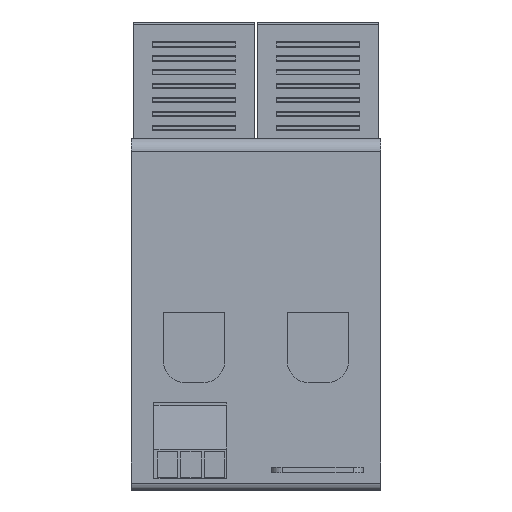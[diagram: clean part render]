
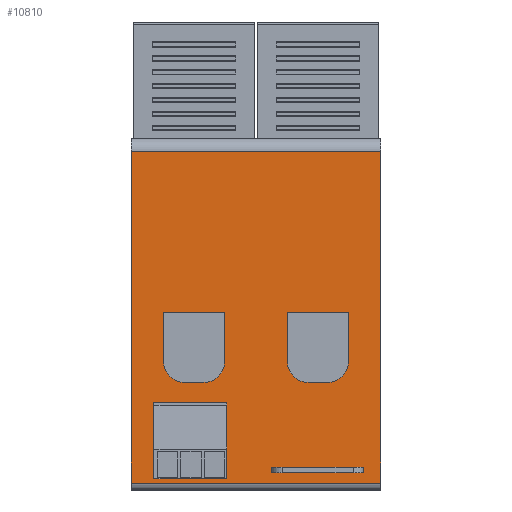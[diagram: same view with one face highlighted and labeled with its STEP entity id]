
A CAD part, left-side view. The second image highlights one B-rep face of the part: STEP entity #10810.
In plain terms, the highlighted planar face has unit normal (-1, 0, 0).
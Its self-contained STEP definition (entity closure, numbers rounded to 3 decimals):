
#1940=CARTESIAN_POINT('',(-57.99,13.3,
43.696));
#1950=VERTEX_POINT('',#1940);
#1980=CARTESIAN_POINT('',(-57.99,13.3,0.));
#1990=DIRECTION('',(0.,0.,1.));
#2000=VECTOR('',#1990,1.);
#2010=LINE('',#1980,#2000);
#2020=CARTESIAN_POINT('',(-57.99,13.3,
-4.104));
#2030=VERTEX_POINT('',#2020);
#2040=EDGE_CURVE('',#2030,#1950,#2010,.T.);
#2420=CARTESIAN_POINT('',(-57.99,-22.7,
43.696));
#2430=VERTEX_POINT('',#2420);
#4500=CARTESIAN_POINT('',(-57.99,-22.7,
-4.104));
#4510=VERTEX_POINT('',#4500);
#4540=CARTESIAN_POINT('',(-57.99,-22.7,0.));
#4550=DIRECTION('',(0.,0.,-1.));
#4560=VECTOR('',#4550,1.);
#4570=LINE('',#4540,#4560);
#4580=EDGE_CURVE('',#2430,#4510,#4570,.T.);
#4750=CARTESIAN_POINT('',(-57.99,31.3,
-4.104));
#4760=DIRECTION('',(0.,-1.,0.));
#4770=VECTOR('',#4760,1.);
#4780=LINE('',#4750,#4770);
#4790=EDGE_CURVE('',#2030,#4510,#4780,.T.);
#8930=CARTESIAN_POINT('',(-57.99,31.3,
43.696));
#8940=DIRECTION('',(1.,0.,0.));
#8950=DIRECTION('',(0.,0.,1.));
#8960=AXIS2_PLACEMENT_3D('',#8930,#8940,#8950);
#8970=PLANE('',#8960);
#8980=CARTESIAN_POINT('',(-57.99,71.075,
-3.504));
#8990=DIRECTION('',(0.,-1.,0.));
#9000=VECTOR('',#8990,1.);
#9010=LINE('',#8980,#9000);
#9020=CARTESIAN_POINT('',(-57.99,10.,
-3.504));
#9030=VERTEX_POINT('',#9020);
#9040=CARTESIAN_POINT('',(-57.99,-0.5,
-3.504));
#9050=VERTEX_POINT('',#9040);
#9060=EDGE_CURVE('',#9030,#9050,#9010,.T.);
#9070=ORIENTED_EDGE('',*,*,#9060,.F.);
#9080=CARTESIAN_POINT('',(-57.99,-0.5,0.));
#9090=DIRECTION('',(0.,0.,1.));
#9100=VECTOR('',#9090,1.);
#9110=LINE('',#9080,#9100);
#9120=CARTESIAN_POINT('',(-57.99,-0.5,
7.496));
#9130=VERTEX_POINT('',#9120);
#9140=EDGE_CURVE('',#9050,#9130,#9110,.T.);
#9150=ORIENTED_EDGE('',*,*,#9140,.F.);
#9160=CARTESIAN_POINT('',(-57.99,71.075,
7.496));
#9170=DIRECTION('',(0.,1.,0.));
#9180=VECTOR('',#9170,1.);
#9190=LINE('',#9160,#9180);
#9200=CARTESIAN_POINT('',(-57.99,10.,
7.496));
#9210=VERTEX_POINT('',#9200);
#9220=EDGE_CURVE('',#9130,#9210,#9190,.T.);
#9230=ORIENTED_EDGE('',*,*,#9220,.F.);
#9240=CARTESIAN_POINT('',(-57.99,10.,0.));
#9250=DIRECTION('',(0.,0.,1.));
#9260=VECTOR('',#9250,1.);
#9270=LINE('',#9240,#9260);
#9280=EDGE_CURVE('',#9030,#9210,#9270,.T.);
#9290=ORIENTED_EDGE('',*,*,#9280,.T.);
#9300=EDGE_LOOP('',(#9290,#9230,#9150,#9070));
#9310=FACE_BOUND('',#9300,.T.);
#9320=CARTESIAN_POINT('',(-57.99,-19.481,
-2.604));
#9330=DIRECTION('',(0.,0.,1.));
#9340=VECTOR('',#9330,1.);
#9350=LINE('',#9320,#9340);
#9360=CARTESIAN_POINT('',(-57.99,-19.481,
-2.604));
#9370=VERTEX_POINT('',#9360);
#9380=CARTESIAN_POINT('',(-57.99,-19.481,
-1.804));
#9390=VERTEX_POINT('',#9380);
#9400=EDGE_CURVE('',#9370,#9390,#9350,.T.);
#9410=ORIENTED_EDGE('',*,*,#9400,.F.);
#9420=CARTESIAN_POINT('',(-57.99,71.075,
-1.804));
#9430=DIRECTION('',(0.,-1.,0.));
#9440=VECTOR('',#9430,1.);
#9450=LINE('',#9420,#9440);
#9460=CARTESIAN_POINT('',(-57.99,-7.719,
-1.804));
#9470=VERTEX_POINT('',#9460);
#9480=EDGE_CURVE('',#9470,#9390,#9450,.T.);
#9490=ORIENTED_EDGE('',*,*,#9480,.T.);
#9500=CARTESIAN_POINT('',(-57.99,-7.719,
-2.604));
#9510=DIRECTION('',(0.,0.,1.));
#9520=VECTOR('',#9510,1.);
#9530=LINE('',#9500,#9520);
#9540=CARTESIAN_POINT('',(-57.99,-7.719,
-2.604));
#9550=VERTEX_POINT('',#9540);
#9560=EDGE_CURVE('',#9550,#9470,#9530,.T.);
#9570=ORIENTED_EDGE('',*,*,#9560,.T.);
#9580=CARTESIAN_POINT('',(-57.99,71.075,
-2.604));
#9590=DIRECTION('',(0.,1.,0.));
#9600=VECTOR('',#9590,1.);
#9610=LINE('',#9580,#9600);
#9620=EDGE_CURVE('',#9370,#9550,#9610,.T.);
#9630=ORIENTED_EDGE('',*,*,#9620,.T.);
#9640=EDGE_LOOP('',(#9630,#9570,#9490,#9410));
#9650=FACE_BOUND('',#9640,.T.);
#9660=CARTESIAN_POINT('',(-57.99,71.075,
20.496));
#9670=DIRECTION('',(0.,1.,0.));
#9680=VECTOR('',#9670,1.);
#9690=LINE('',#9660,#9680);
#9700=CARTESIAN_POINT('',(-57.99,-0.2,
20.496));
#9710=VERTEX_POINT('',#9700);
#9720=CARTESIAN_POINT('',(-57.99,8.6,
20.496));
#9730=VERTEX_POINT('',#9720);
#9740=EDGE_CURVE('',#9710,#9730,#9690,.T.);
#9750=ORIENTED_EDGE('',*,*,#9740,.F.);
#9760=CARTESIAN_POINT('',(-57.99,8.6,0.));
#9770=DIRECTION('',(0.,0.,-1.));
#9780=VECTOR('',#9770,1.);
#9790=LINE('',#9760,#9780);
#9800=CARTESIAN_POINT('',(-57.99,8.6,
13.396));
#9810=VERTEX_POINT('',#9800);
#9820=EDGE_CURVE('',#9730,#9810,#9790,.T.);
#9830=ORIENTED_EDGE('',*,*,#9820,.F.);
#9840=CARTESIAN_POINT('',(-57.99,5.6,
13.396));
#9850=DIRECTION('',(-1.,0.,0.));
#9860=DIRECTION('',(0.,1.,0.));
#9870=AXIS2_PLACEMENT_3D('',#9840,#9850,#9860);
#9880=CIRCLE('',#9870,3.);
#9890=CARTESIAN_POINT('',(-57.99,5.6,
10.396));
#9900=VERTEX_POINT('',#9890);
#9910=EDGE_CURVE('',#9810,#9900,#9880,.T.);
#9920=ORIENTED_EDGE('',*,*,#9910,.F.);
#9930=CARTESIAN_POINT('',(-57.99,71.075,
10.396));
#9940=DIRECTION('',(0.,-1.,0.));
#9950=VECTOR('',#9940,1.);
#9960=LINE('',#9930,#9950);
#9970=CARTESIAN_POINT('',(-57.99,2.8,
10.396));
#9980=VERTEX_POINT('',#9970);
#9990=EDGE_CURVE('',#9900,#9980,#9960,.T.);
#10000=ORIENTED_EDGE('',*,*,#9990,.F.);
#10010=CARTESIAN_POINT('',(-57.99,2.8,
13.396));
#10020=DIRECTION('',(-1.,0.,0.));
#10030=DIRECTION('',(0.,1.,0.));
#10040=AXIS2_PLACEMENT_3D('',#10010,#10020,#10030);
#10050=CIRCLE('',#10040,3.);
#10060=CARTESIAN_POINT('',(-57.99,-0.2,
13.396));
#10070=VERTEX_POINT('',#10060);
#10080=EDGE_CURVE('',#9980,#10070,#10050,.T.);
#10090=ORIENTED_EDGE('',*,*,#10080,.F.);
#10100=CARTESIAN_POINT('',(-57.99,-0.2,0.));
#10110=DIRECTION('',(0.,0.,1.));
#10120=VECTOR('',#10110,1.);
#10130=LINE('',#10100,#10120);
#10140=EDGE_CURVE('',#10070,#9710,#10130,.T.);
#10150=ORIENTED_EDGE('',*,*,#10140,.F.);
#10160=EDGE_LOOP('',(#10150,#10090,#10000,#9920,#9830,#9750));
#10170=FACE_BOUND('',#10160,.T.);
#10180=CARTESIAN_POINT('',(-57.99,71.075,
20.496));
#10190=DIRECTION('',(0.,1.,0.));
#10200=VECTOR('',#10190,1.);
#10210=LINE('',#10180,#10200);
#10220=CARTESIAN_POINT('',(-57.99,-18.,
20.496));
#10230=VERTEX_POINT('',#10220);
#10240=CARTESIAN_POINT('',(-57.99,-9.2,
20.496));
#10250=VERTEX_POINT('',#10240);
#10260=EDGE_CURVE('',#10230,#10250,#10210,.T.);
#10270=ORIENTED_EDGE('',*,*,#10260,.F.);
#10280=CARTESIAN_POINT('',(-57.99,-9.2,0.));
#10290=DIRECTION('',(0.,0.,-1.));
#10300=VECTOR('',#10290,1.);
#10310=LINE('',#10280,#10300);
#10320=CARTESIAN_POINT('',(-57.99,-9.2,
13.396));
#10330=VERTEX_POINT('',#10320);
#10340=EDGE_CURVE('',#10250,#10330,#10310,.T.);
#10350=ORIENTED_EDGE('',*,*,#10340,.F.);
#10360=CARTESIAN_POINT('',(-57.99,-12.2,
13.396));
#10370=DIRECTION('',(-1.,0.,0.));
#10380=DIRECTION('',(0.,1.,0.));
#10390=AXIS2_PLACEMENT_3D('',#10360,#10370,#10380);
#10400=CIRCLE('',#10390,3.);
#10410=CARTESIAN_POINT('',(-57.99,-12.2,
10.396));
#10420=VERTEX_POINT('',#10410);
#10430=EDGE_CURVE('',#10330,#10420,#10400,.T.);
#10440=ORIENTED_EDGE('',*,*,#10430,.F.);
#10450=CARTESIAN_POINT('',(-57.99,71.075,
10.396));
#10460=DIRECTION('',(0.,-1.,0.));
#10470=VECTOR('',#10460,1.);
#10480=LINE('',#10450,#10470);
#10490=CARTESIAN_POINT('',(-57.99,-15.,
10.396));
#10500=VERTEX_POINT('',#10490);
#10510=EDGE_CURVE('',#10420,#10500,#10480,.T.);
#10520=ORIENTED_EDGE('',*,*,#10510,.F.);
#10530=CARTESIAN_POINT('',(-57.99,-15.,
13.396));
#10540=DIRECTION('',(-1.,0.,0.));
#10550=DIRECTION('',(0.,1.,0.));
#10560=AXIS2_PLACEMENT_3D('',#10530,#10540,#10550);
#10570=CIRCLE('',#10560,3.);
#10580=CARTESIAN_POINT('',(-57.99,-18.,
13.396));
#10590=VERTEX_POINT('',#10580);
#10600=EDGE_CURVE('',#10500,#10590,#10570,.T.);
#10610=ORIENTED_EDGE('',*,*,#10600,.F.);
#10620=CARTESIAN_POINT('',(-57.99,-18.,0.));
#10630=DIRECTION('',(0.,0.,1.));
#10640=VECTOR('',#10630,1.);
#10650=LINE('',#10620,#10640);
#10660=EDGE_CURVE('',#10590,#10230,#10650,.T.);
#10670=ORIENTED_EDGE('',*,*,#10660,.F.);
#10680=EDGE_LOOP('',(#10670,#10610,#10520,#10440,#10350,#10270));
#10690=FACE_BOUND('',#10680,.T.);
#10700=ORIENTED_EDGE('',*,*,#4790,.T.);
#10710=ORIENTED_EDGE('',*,*,#2040,.F.);
#10720=CARTESIAN_POINT('',(-57.99,31.3,
43.696));
#10730=DIRECTION('',(0.,-1.,0.));
#10740=VECTOR('',#10730,1.);
#10750=LINE('',#10720,#10740);
#10760=EDGE_CURVE('',#1950,#2430,#10750,.T.);
#10770=ORIENTED_EDGE('',*,*,#10760,.F.);
#10780=ORIENTED_EDGE('',*,*,#4580,.F.);
#10790=EDGE_LOOP('',(#10780,#10770,#10710,#10700));
#10800=FACE_OUTER_BOUND('',#10790,.T.);
#10810=ADVANCED_FACE('',(#9310,#9650,#10170,#10690,#10800),#8970,.F.);
